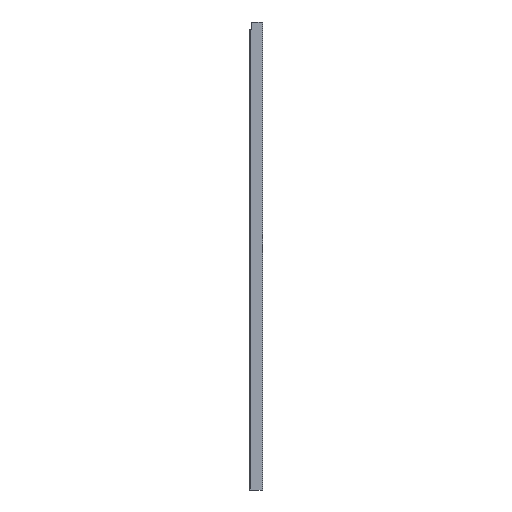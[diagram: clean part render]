
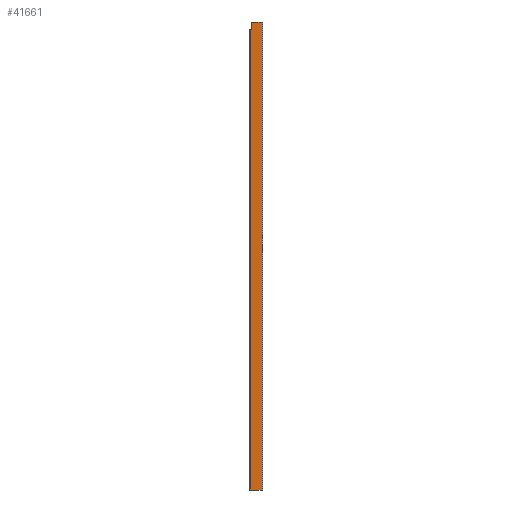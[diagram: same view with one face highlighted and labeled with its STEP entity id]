
A CAD part, left-side view. The second image highlights one B-rep face of the part: STEP entity #41661.
In plain terms, the highlighted planar face has unit normal (-1, 0, 0).
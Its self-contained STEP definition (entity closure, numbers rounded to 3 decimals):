
#1168 = EDGE_LOOP ( 'NONE', ( #30319, #13798, #24809, #35350, #36011, #18243 ) ) ;
#1274 = DIRECTION ( 'NONE',  ( 0., -1., 0. ) ) ;
#3084 = AXIS2_PLACEMENT_3D ( 'NONE', #30517, #34093, #12848 ) ;
#4137 = DIRECTION ( 'NONE',  ( 0., 0., -1. ) ) ;
#4804 = VERTEX_POINT ( 'NONE', #7220 ) ;
#5170 = LINE ( 'NONE', #43124, #12407 ) ;
#5902 = EDGE_CURVE ( 'NONE', #4804, #40126, #21893, .T. ) ;
#5997 = CARTESIAN_POINT ( 'NONE',  ( -200., 71.5, 2998.5 ) ) ;
#6653 = VECTOR ( 'NONE', #41452, 1000. ) ;
#6807 = EDGE_CURVE ( 'NONE', #29503, #40126, #5170, .T. ) ;
#7220 = CARTESIAN_POINT ( 'NONE',  ( -200., 80., 0. ) ) ;
#8012 = VERTEX_POINT ( 'NONE', #5997 ) ;
#9211 = VERTEX_POINT ( 'NONE', #36175 ) ;
#9243 = PLANE ( 'NONE',  #3084 ) ;
#10879 = VECTOR ( 'NONE', #21275, 1000. ) ;
#12333 = CARTESIAN_POINT ( 'NONE',  ( -200., 2.5, 3050. ) ) ;
#12407 = VECTOR ( 'NONE', #4137, 1000. ) ;
#12501 = VECTOR ( 'NONE', #1274, 1000. ) ;
#12848 = DIRECTION ( 'NONE',  ( 0., 0., -1. ) ) ;
#13798 = ORIENTED_EDGE ( 'NONE', *, *, #29788, .T. ) ;
#14085 = LINE ( 'NONE', #23695, #31838 ) ;
#17849 = CARTESIAN_POINT ( 'NONE',  ( -200., 2.5, 0. ) ) ;
#18082 = DIRECTION ( 'NONE',  ( 0., 0., -1. ) ) ;
#18243 = ORIENTED_EDGE ( 'NONE', *, *, #21740, .F. ) ;
#18722 = LINE ( 'NONE', #35980, #37676 ) ;
#19173 = LINE ( 'NONE', #42566, #10879 ) ;
#21275 = DIRECTION ( 'NONE',  ( 0., 1., 0. ) ) ;
#21740 = EDGE_CURVE ( 'NONE', #45017, #29503, #25523, .T. ) ;
#21893 = LINE ( 'NONE', #33252, #12501 ) ;
#23695 = CARTESIAN_POINT ( 'NONE',  ( -200., 71.5, 2998.5 ) ) ;
#23737 = CARTESIAN_POINT ( 'NONE',  ( -200., 2.5, 3050. ) ) ;
#24809 = ORIENTED_EDGE ( 'NONE', *, *, #38017, .T. ) ;
#25523 = LINE ( 'NONE', #23737, #6653 ) ;
#27284 = DIRECTION ( 'NONE',  ( 0., 0., -1. ) ) ;
#29503 = VERTEX_POINT ( 'NONE', #12333 ) ;
#29788 = EDGE_CURVE ( 'NONE', #8012, #9211, #19173, .T. ) ;
#30319 = ORIENTED_EDGE ( 'NONE', *, *, #41047, .T. ) ;
#30517 = CARTESIAN_POINT ( 'NONE',  ( -200., 2.5, 3050. ) ) ;
#31838 = VECTOR ( 'NONE', #27284, 1000. ) ;
#33241 = CARTESIAN_POINT ( 'NONE',  ( -200., 71.5, 3050. ) ) ;
#33252 = CARTESIAN_POINT ( 'NONE',  ( -200., 2.5, 0. ) ) ;
#34093 = DIRECTION ( 'NONE',  ( 1., 0., 0. ) ) ;
#35350 = ORIENTED_EDGE ( 'NONE', *, *, #5902, .T. ) ;
#35980 = CARTESIAN_POINT ( 'NONE',  ( -200., 80., 3050. ) ) ;
#36011 = ORIENTED_EDGE ( 'NONE', *, *, #6807, .F. ) ;
#36175 = CARTESIAN_POINT ( 'NONE',  ( -200., 80., 2998.5 ) ) ;
#37676 = VECTOR ( 'NONE', #18082, 1000. ) ;
#38017 = EDGE_CURVE ( 'NONE', #9211, #4804, #18722, .T. ) ;
#40126 = VERTEX_POINT ( 'NONE', #17849 ) ;
#41047 = EDGE_CURVE ( 'NONE', #45017, #8012, #14085, .T. ) ;
#41452 = DIRECTION ( 'NONE',  ( 0., -1., 0. ) ) ;
#41661 = ADVANCED_FACE ( 'NONE', ( #41798 ), #9243, .F. ) ;
#41798 = FACE_OUTER_BOUND ( 'NONE', #1168, .T. ) ;
#42566 = CARTESIAN_POINT ( 'NONE',  ( -200., 71.5, 2998.5 ) ) ;
#43124 = CARTESIAN_POINT ( 'NONE',  ( -200., 2.5, 3050. ) ) ;
#45017 = VERTEX_POINT ( 'NONE', #33241 ) ;
